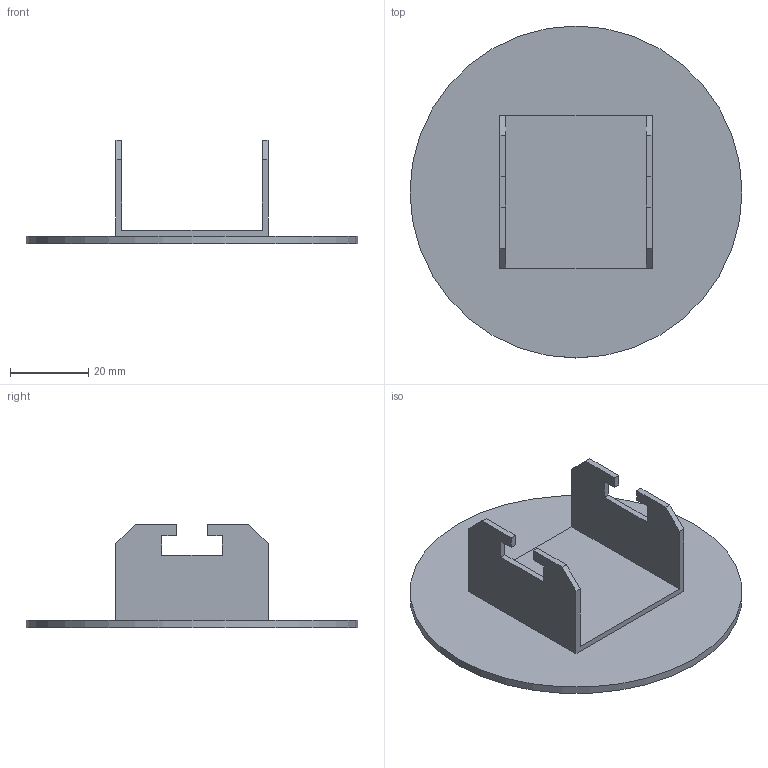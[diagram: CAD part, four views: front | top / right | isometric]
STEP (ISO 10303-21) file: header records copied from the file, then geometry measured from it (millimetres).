
FILE_DESCRIPTION(/* description */ ('Unknown'),/* implementation_level */ '2;1');
FILE_NAME(/* name */ 'SN 9104.2-41 RD 85',/* time_stamp */ '2025-01-24T12:28:35+01:00',/* author */ ('Unknown'),/* organization */ ('Unknown'),/* preprocessor_version */ 'ST-DEVELOPER v19.4',/* originating_system */ 'Solid Edge',/* authorisation */ 'Unknown');
FILE_SCHEMA (('AUTOMOTIVE_DESIGN {1 0 10303 214 3 1 1}'));
Length unit declared in the file: millimetre
Products named in the file (1): SN 9104
Bounding box: 85 x 85 x 26.6 mm (x, y, z)
Volume: 15656.8 mm3; surface area: 15470.3 mm2
Topology: 1 solids, 1 shells, 44 faces, 111 edges, 74 vertices
Faces by surface type: plane 35, cylinder 5, cone 4
Full cylindrical faces by diameter (mm): 4 x4, 85 x1
Entity records: 1560 total; most frequent: CARTESIAN_POINT 213, DIRECTION 202, ORIENTED_EDGE 196, EDGE_CURVE 98, LINE 84, VECTOR 84, VERTEX_POINT 70, AXIS2_PLACEMENT_3D 59
